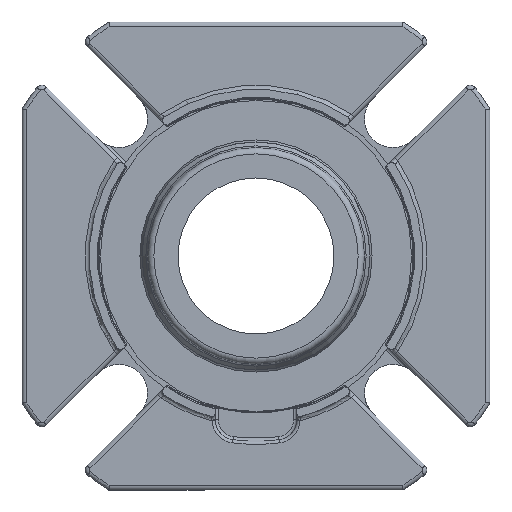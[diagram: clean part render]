
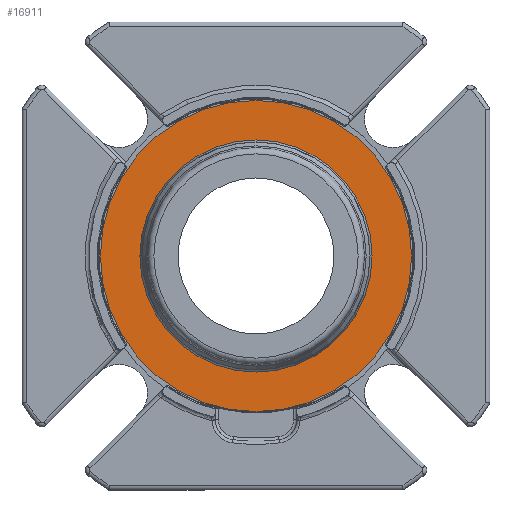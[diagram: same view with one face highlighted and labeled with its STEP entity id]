
A CAD part, left-side view. The second image highlights one B-rep face of the part: STEP entity #16911.
In plain terms, the highlighted planar face has unit normal (-1, 0, 0).
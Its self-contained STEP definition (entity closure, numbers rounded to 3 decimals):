
#3410=PLANE('',#18700);
#8344=ORIENTED_EDGE('',*,*,#10855,.F.);
#8345=ORIENTED_EDGE('',*,*,#10854,.T.);
#10854=EDGE_CURVE('',#12422,#12422,#13297,.T.);
#10855=EDGE_CURVE('',#12423,#12423,#13298,.F.);
#12422=VERTEX_POINT('',#33321);
#12423=VERTEX_POINT('',#33324);
#13297=CIRCLE('',#18699,38.);
#13298=CIRCLE('',#18701,28.346);
#14393=EDGE_LOOP('',(#8344));
#14394=EDGE_LOOP('',(#8345));
#15513=FACE_BOUND('',#14393,.T.);
#15514=FACE_BOUND('',#14394,.T.);
#16911=ADVANCED_FACE('',(#15513,#15514),#3410,.F.);
#18699=AXIS2_PLACEMENT_3D('',#33320,#23382,#23383);
#18700=AXIS2_PLACEMENT_3D('',#33322,#23384,#23385);
#18701=AXIS2_PLACEMENT_3D('',#33323,#23386,#23387);
#23382=DIRECTION('',(-1.,0.,0.));
#23383=DIRECTION('',(0.,1.,0.));
#23384=DIRECTION('',(1.,0.,0.));
#23385=DIRECTION('',(0.,-1.,0.));
#23386=DIRECTION('',(1.,0.,0.));
#23387=DIRECTION('',(0.,0.,-1.));
#33320=CARTESIAN_POINT('',(39.497,0.,0.));
#33321=CARTESIAN_POINT('',(39.497,38.,0.));
#33322=CARTESIAN_POINT('',(39.497,38.,0.));
#33323=CARTESIAN_POINT('',(39.497,0.,0.));
#33324=CARTESIAN_POINT('',(39.497,0.,-28.346));
